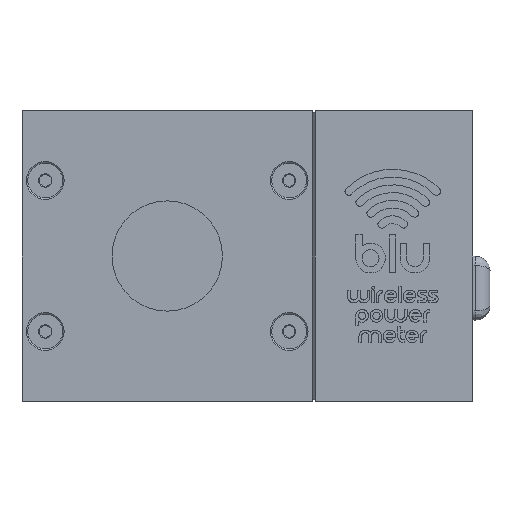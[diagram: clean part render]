
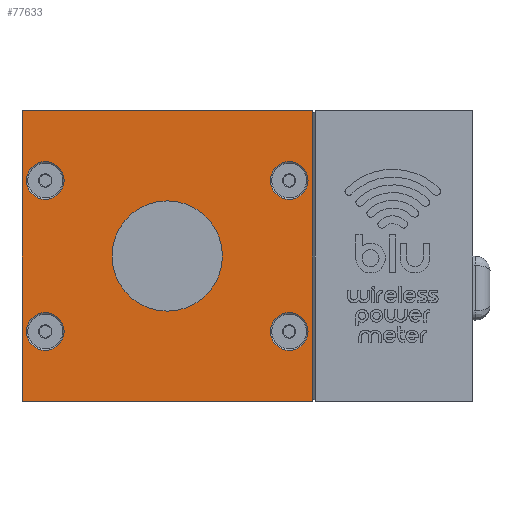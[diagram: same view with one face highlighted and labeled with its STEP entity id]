
A CAD part, front view. The second image highlights one B-rep face of the part: STEP entity #77633.
In plain terms, the highlighted planar face has unit normal (0, -1, 0).
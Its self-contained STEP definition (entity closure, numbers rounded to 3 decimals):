
#1263 = VECTOR ( 'NONE', #122907, 1000. ) ;
#1840 = VERTEX_POINT ( 'NONE', #72086 ) ;
#2553 = EDGE_LOOP ( 'NONE', ( #94729, #98024 ) ) ;
#2567 = AXIS2_PLACEMENT_3D ( 'NONE', #30926, #102034, #103857 ) ;
#3120 = FACE_BOUND ( 'NONE', #17193, .T. ) ;
#3896 = VERTEX_POINT ( 'NONE', #98892 ) ;
#3937 = EDGE_CURVE ( 'NONE', #26912, #73699, #130866, .T. ) ;
#4021 = DIRECTION ( 'NONE',  ( -1., 0., 0. ) ) ;
#4591 = CARTESIAN_POINT ( 'NONE',  ( 10.287, -45.159, 71.175 ) ) ;
#5107 = EDGE_CURVE ( 'NONE', #38486, #68770, #91884, .T. ) ;
#5164 = ORIENTED_EDGE ( 'NONE', *, *, #9666, .F. ) ;
#6137 = EDGE_CURVE ( 'NONE', #73699, #26912, #86663, .T. ) ;
#7151 = DIRECTION ( 'NONE',  ( 0., -1., 0. ) ) ;
#7245 = DIRECTION ( 'NONE',  ( 0., -1., 0. ) ) ;
#7521 = EDGE_LOOP ( 'NONE', ( #36668, #51706, #54137, #114898 ) ) ;
#7600 = DIRECTION ( 'NONE',  ( 0., -1., 0. ) ) ;
#8025 = DIRECTION ( 'NONE',  ( 0., -1., 0. ) ) ;
#8144 = CARTESIAN_POINT ( 'NONE',  ( 40.787, -45.159, 84.175 ) ) ;
#8885 = EDGE_CURVE ( 'NONE', #68770, #38486, #20732, .T. ) ;
#9126 = AXIS2_PLACEMENT_3D ( 'NONE', #90998, #7151, #17595 ) ;
#9666 = EDGE_CURVE ( 'NONE', #36534, #70805, #117638, .T. ) ;
#10379 = VERTEX_POINT ( 'NONE', #54852 ) ;
#10545 = DIRECTION ( 'NONE',  ( 0., -1., 0. ) ) ;
#11114 = LINE ( 'NONE', #59146, #1263 ) ;
#12431 = CIRCLE ( 'NONE', #63222, 3.25 ) ;
#14337 = AXIS2_PLACEMENT_3D ( 'NONE', #91448, #8025, #17138 ) ;
#17138 = DIRECTION ( 'NONE',  ( 1., 0., 0. ) ) ;
#17193 = EDGE_LOOP ( 'NONE', ( #5164, #78661 ) ) ;
#17595 = DIRECTION ( 'NONE',  ( 1., 0., 0. ) ) ;
#20732 = CIRCLE ( 'NONE', #43207, 3.25 ) ;
#21409 = AXIS2_PLACEMENT_3D ( 'NONE', #90664, #7245, #28156 ) ;
#22781 = AXIS2_PLACEMENT_3D ( 'NONE', #48450, #31048, #31932 ) ;
#23406 = EDGE_LOOP ( 'NONE', ( #117178, #75073 ) ) ;
#26912 = VERTEX_POINT ( 'NONE', #4591 ) ;
#27241 = AXIS2_PLACEMENT_3D ( 'NONE', #78374, #66531, #56085 ) ;
#28156 = DIRECTION ( 'NONE',  ( 1., 0., 0. ) ) ;
#28504 = CARTESIAN_POINT ( 'NONE',  ( -5.213, -45.159, 46.175 ) ) ;
#28750 = EDGE_CURVE ( 'NONE', #109084, #72373, #66100, .T. ) ;
#30078 = EDGE_CURVE ( 'NONE', #109659, #10379, #104926, .T. ) ;
#30926 = CARTESIAN_POINT ( 'NONE',  ( -1.213, -45.159, 58.175 ) ) ;
#31048 = DIRECTION ( 'NONE',  ( 0., -1., 0. ) ) ;
#31932 = DIRECTION ( 'NONE',  ( 1., 0., 0. ) ) ;
#33985 = FACE_BOUND ( 'NONE', #2553, .T. ) ;
#35032 = EDGE_CURVE ( 'NONE', #10379, #1840, #11114, .T. ) ;
#36534 = VERTEX_POINT ( 'NONE', #49630 ) ;
#36668 = ORIENTED_EDGE ( 'NONE', *, *, #35032, .T. ) ;
#38486 = VERTEX_POINT ( 'NONE', #59397 ) ;
#39015 = PLANE ( 'NONE',  #68011 ) ;
#39879 = ORIENTED_EDGE ( 'NONE', *, *, #5107, .F. ) ;
#40139 = EDGE_LOOP ( 'NONE', ( #68010, #48680 ) ) ;
#42460 = CARTESIAN_POINT ( 'NONE',  ( 40.787, -45.159, 58.175 ) ) ;
#43207 = AXIS2_PLACEMENT_3D ( 'NONE', #42460, #10545, #83530 ) ;
#44762 = CIRCLE ( 'NONE', #22781, 3.25 ) ;
#46267 = EDGE_CURVE ( 'NONE', #83966, #3896, #44762, .T. ) ;
#48450 = CARTESIAN_POINT ( 'NONE',  ( 40.787, -45.159, 84.175 ) ) ;
#48680 = ORIENTED_EDGE ( 'NONE', *, *, #3937, .F. ) ;
#49630 = CARTESIAN_POINT ( 'NONE',  ( 2.037, -45.159, 58.175 ) ) ;
#51706 = ORIENTED_EDGE ( 'NONE', *, *, #64910, .T. ) ;
#54137 = ORIENTED_EDGE ( 'NONE', *, *, #70520, .T. ) ;
#54852 = CARTESIAN_POINT ( 'NONE',  ( -5.213, -45.159, 96.175 ) ) ;
#56085 = DIRECTION ( 'NONE',  ( 1., 0., 0. ) ) ;
#57912 = AXIS2_PLACEMENT_3D ( 'NONE', #82219, #124931, #92659 ) ;
#58073 = VERTEX_POINT ( 'NONE', #109096 ) ;
#59146 = CARTESIAN_POINT ( 'NONE',  ( -5.213, -45.159, 96.175 ) ) ;
#59285 = LINE ( 'NONE', #88139, #98413 ) ;
#59397 = CARTESIAN_POINT ( 'NONE',  ( 44.037, -45.159, 58.175 ) ) ;
#60109 = DIRECTION ( 'NONE',  ( 1., 0., 0. ) ) ;
#63222 = AXIS2_PLACEMENT_3D ( 'NONE', #8144, #121581, #112024 ) ;
#63934 = LINE ( 'NONE', #100247, #73735 ) ;
#64883 = DIRECTION ( 'NONE',  ( 0., -1., 0. ) ) ;
#64910 = EDGE_CURVE ( 'NONE', #1840, #58073, #63934, .T. ) ;
#66100 = CIRCLE ( 'NONE', #57912, 3.25 ) ;
#66225 = CIRCLE ( 'NONE', #2567, 3.25 ) ;
#66531 = DIRECTION ( 'NONE',  ( 0., -1., 0. ) ) ;
#68010 = ORIENTED_EDGE ( 'NONE', *, *, #6137, .F. ) ;
#68011 = AXIS2_PLACEMENT_3D ( 'NONE', #28504, #7600, #101429 ) ;
#68253 = FACE_BOUND ( 'NONE', #23406, .T. ) ;
#68770 = VERTEX_POINT ( 'NONE', #128065 ) ;
#70520 = EDGE_CURVE ( 'NONE', #58073, #109659, #59285, .T. ) ;
#70805 = VERTEX_POINT ( 'NONE', #132673 ) ;
#72086 = CARTESIAN_POINT ( 'NONE',  ( -5.213, -45.159, 46.175 ) ) ;
#72373 = VERTEX_POINT ( 'NONE', #116140 ) ;
#73699 = VERTEX_POINT ( 'NONE', #113751 ) ;
#73735 = VECTOR ( 'NONE', #60109, 1000. ) ;
#75073 = ORIENTED_EDGE ( 'NONE', *, *, #46267, .F. ) ;
#77633 = ADVANCED_FACE ( 'NONE', ( #33985, #68253, #120387, #3120, #84780, #81485 ), #39015, .T. ) ;
#78374 = CARTESIAN_POINT ( 'NONE',  ( 19.787, -45.159, 71.175 ) ) ;
#78661 = ORIENTED_EDGE ( 'NONE', *, *, #113424, .F. ) ;
#80495 = VECTOR ( 'NONE', #4021, 1000. ) ;
#81485 = FACE_OUTER_BOUND ( 'NONE', #7521, .T. ) ;
#82219 = CARTESIAN_POINT ( 'NONE',  ( -1.213, -45.159, 84.175 ) ) ;
#83377 = EDGE_CURVE ( 'NONE', #3896, #83966, #12431, .T. ) ;
#83530 = DIRECTION ( 'NONE',  ( 1., 0., 0. ) ) ;
#83966 = VERTEX_POINT ( 'NONE', #113209 ) ;
#84780 = FACE_BOUND ( 'NONE', #40139, .T. ) ;
#84810 = CARTESIAN_POINT ( 'NONE',  ( 44.787, -45.159, 96.175 ) ) ;
#86663 = CIRCLE ( 'NONE', #111286, 9.5 ) ;
#86775 = DIRECTION ( 'NONE',  ( 1., 0., 0. ) ) ;
#88139 = CARTESIAN_POINT ( 'NONE',  ( 44.787, -45.159, 96.175 ) ) ;
#90664 = CARTESIAN_POINT ( 'NONE',  ( -1.213, -45.159, 58.175 ) ) ;
#90998 = CARTESIAN_POINT ( 'NONE',  ( -1.213, -45.159, 84.175 ) ) ;
#91448 = CARTESIAN_POINT ( 'NONE',  ( 40.787, -45.159, 58.175 ) ) ;
#91884 = CIRCLE ( 'NONE', #14337, 3.25 ) ;
#92659 = DIRECTION ( 'NONE',  ( 1., 0., 0. ) ) ;
#93721 = EDGE_CURVE ( 'NONE', #72373, #109084, #117587, .T. ) ;
#94729 = ORIENTED_EDGE ( 'NONE', *, *, #28750, .F. ) ;
#97693 = CARTESIAN_POINT ( 'NONE',  ( 19.787, -45.159, 71.175 ) ) ;
#98024 = ORIENTED_EDGE ( 'NONE', *, *, #93721, .F. ) ;
#98413 = VECTOR ( 'NONE', #107676, 1000. ) ;
#98892 = CARTESIAN_POINT ( 'NONE',  ( 44.037, -45.159, 84.175 ) ) ;
#100247 = CARTESIAN_POINT ( 'NONE',  ( -5.213, -45.159, 46.175 ) ) ;
#101429 = DIRECTION ( 'NONE',  ( 1., 0., 0. ) ) ;
#102034 = DIRECTION ( 'NONE',  ( 0., -1., 0. ) ) ;
#102357 = EDGE_LOOP ( 'NONE', ( #39879, #106504 ) ) ;
#103857 = DIRECTION ( 'NONE',  ( 1., 0., 0. ) ) ;
#104926 = LINE ( 'NONE', #118416, #80495 ) ;
#106504 = ORIENTED_EDGE ( 'NONE', *, *, #8885, .F. ) ;
#107676 = DIRECTION ( 'NONE',  ( 0., 0., 1. ) ) ;
#109084 = VERTEX_POINT ( 'NONE', #126488 ) ;
#109096 = CARTESIAN_POINT ( 'NONE',  ( 44.787, -45.159, 46.175 ) ) ;
#109659 = VERTEX_POINT ( 'NONE', #84810 ) ;
#111286 = AXIS2_PLACEMENT_3D ( 'NONE', #97693, #64883, #86775 ) ;
#112024 = DIRECTION ( 'NONE',  ( 1., 0., 0. ) ) ;
#113209 = CARTESIAN_POINT ( 'NONE',  ( 37.537, -45.159, 84.175 ) ) ;
#113424 = EDGE_CURVE ( 'NONE', #70805, #36534, #66225, .T. ) ;
#113751 = CARTESIAN_POINT ( 'NONE',  ( 29.287, -45.159, 71.175 ) ) ;
#114898 = ORIENTED_EDGE ( 'NONE', *, *, #30078, .T. ) ;
#116140 = CARTESIAN_POINT ( 'NONE',  ( -4.463, -45.159, 84.175 ) ) ;
#117178 = ORIENTED_EDGE ( 'NONE', *, *, #83377, .F. ) ;
#117587 = CIRCLE ( 'NONE', #9126, 3.25 ) ;
#117638 = CIRCLE ( 'NONE', #21409, 3.25 ) ;
#118416 = CARTESIAN_POINT ( 'NONE',  ( -5.213, -45.159, 96.175 ) ) ;
#120387 = FACE_BOUND ( 'NONE', #102357, .T. ) ;
#121581 = DIRECTION ( 'NONE',  ( 0., -1., 0. ) ) ;
#122907 = DIRECTION ( 'NONE',  ( 0., 0., -1. ) ) ;
#124931 = DIRECTION ( 'NONE',  ( 0., -1., 0. ) ) ;
#126488 = CARTESIAN_POINT ( 'NONE',  ( 2.037, -45.159, 84.175 ) ) ;
#128065 = CARTESIAN_POINT ( 'NONE',  ( 37.537, -45.159, 58.175 ) ) ;
#130866 = CIRCLE ( 'NONE', #27241, 9.5 ) ;
#132673 = CARTESIAN_POINT ( 'NONE',  ( -4.463, -45.159, 58.175 ) ) ;
